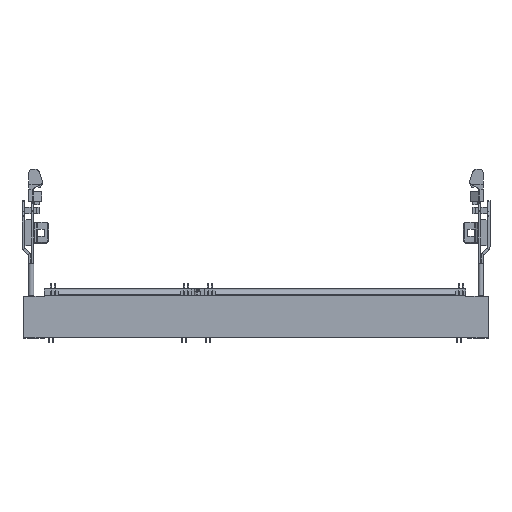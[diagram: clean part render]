
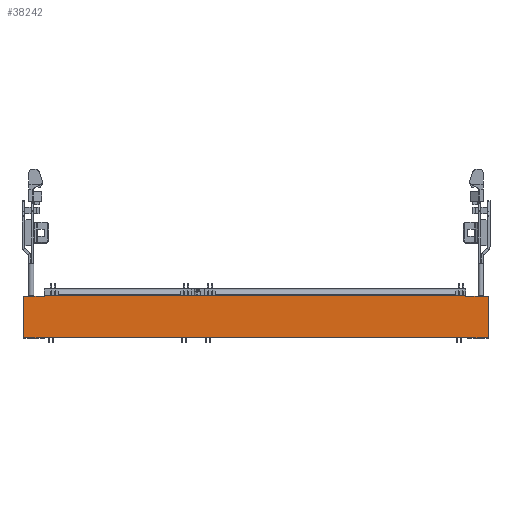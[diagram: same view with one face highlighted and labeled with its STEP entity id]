
A CAD part, top view. The second image highlights one B-rep face of the part: STEP entity #38242.
In plain terms, the highlighted planar face has unit normal (0, 0, 1).
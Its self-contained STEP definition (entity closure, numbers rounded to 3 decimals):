
#35318=CARTESIAN_POINT('',(32.35,-3.7,4.1));
#35319=VERTEX_POINT('',#35318);
#35334=CARTESIAN_POINT('',(32.35,-3.8,4.1));
#35335=VERTEX_POINT('',#35334);
#35342=CARTESIAN_POINT('',(32.35,-3.8,4.1));
#35343=DIRECTION('',(0.0,1.0,0.0));
#35344=VECTOR('',#35343,0.1);
#35345=LINE('',#35342,#35344);
#35346=EDGE_CURVE('',#35335,#35319,#35345,.T.);
#35507=CARTESIAN_POINT('',(35.5,-3.8,4.1));
#35508=VERTEX_POINT('',#35507);
#35515=CARTESIAN_POINT('',(35.5,-3.8,4.1));
#35516=DIRECTION('',(-1.0,0.0,0.0));
#35517=VECTOR('',#35516,3.15);
#35518=LINE('',#35515,#35517);
#35519=EDGE_CURVE('',#35508,#35335,#35518,.T.);
#36579=CARTESIAN_POINT('',(-32.35,2.7,4.1));
#36580=VERTEX_POINT('',#36579);
#36587=CARTESIAN_POINT('',(32.05,2.7,4.1));
#36588=VERTEX_POINT('',#36587);
#36589=CARTESIAN_POINT('',(-32.35,2.7,4.1));
#36590=DIRECTION('',(1.0,0.0,0.0));
#36591=VECTOR('',#36590,64.4);
#36592=LINE('',#36589,#36591);
#36593=EDGE_CURVE('',#36580,#36588,#36592,.T.);
#37173=CARTESIAN_POINT('',(-35.5,2.55,4.1));
#37174=VERTEX_POINT('',#37173);
#37181=CARTESIAN_POINT('',(-32.35,2.55,4.1));
#37182=VERTEX_POINT('',#37181);
#37183=CARTESIAN_POINT('',(-35.5,2.55,4.1));
#37184=DIRECTION('',(1.0,0.0,0.0));
#37185=VECTOR('',#37184,3.15);
#37186=LINE('',#37183,#37185);
#37187=EDGE_CURVE('',#37174,#37182,#37186,.T.);
#37234=CARTESIAN_POINT('',(32.05,2.55,4.1));
#37235=VERTEX_POINT('',#37234);
#37242=CARTESIAN_POINT('',(35.5,2.55,4.1));
#37243=VERTEX_POINT('',#37242);
#37244=CARTESIAN_POINT('',(32.05,2.55,4.1));
#37245=DIRECTION('',(1.0,0.0,0.0));
#37246=VECTOR('',#37245,3.45);
#37247=LINE('',#37244,#37246);
#37248=EDGE_CURVE('',#37235,#37243,#37247,.T.);
#37434=CARTESIAN_POINT('',(32.05,2.7,4.1));
#37435=DIRECTION('',(0.0,-1.0,0.0));
#37436=VECTOR('',#37435,0.15);
#37437=LINE('',#37434,#37436);
#37438=EDGE_CURVE('',#36588,#37235,#37437,.T.);
#37460=CARTESIAN_POINT('',(-32.35,2.55,4.1));
#37461=DIRECTION('',(0.0,1.0,0.0));
#37462=VECTOR('',#37461,0.15);
#37463=LINE('',#37460,#37462);
#37464=EDGE_CURVE('',#37182,#36580,#37463,.T.);
#37556=CARTESIAN_POINT('',(-32.35,-3.7,4.1));
#37557=VERTEX_POINT('',#37556);
#37558=CARTESIAN_POINT('',(32.35,-3.7,4.1));
#37559=DIRECTION('',(-1.0,0.0,0.0));
#37560=VECTOR('',#37559,64.7);
#37561=LINE('',#37558,#37560);
#37562=EDGE_CURVE('',#35319,#37557,#37561,.T.);
#38096=CARTESIAN_POINT('',(35.5,-3.8,4.1));
#38097=DIRECTION('',(0.0,1.0,0.0));
#38098=VECTOR('',#38097,6.35);
#38099=LINE('',#38096,#38098);
#38100=EDGE_CURVE('',#35508,#37243,#38099,.T.);
#38193=CARTESIAN_POINT('',(-32.35,-3.8,4.1));
#38194=VERTEX_POINT('',#38193);
#38195=CARTESIAN_POINT('',(-32.35,-3.8,4.1));
#38196=DIRECTION('',(0.0,1.0,0.0));
#38197=VECTOR('',#38196,0.1);
#38198=LINE('',#38195,#38197);
#38199=EDGE_CURVE('',#38194,#37557,#38198,.T.);
#38211=CARTESIAN_POINT('',(-35.657,-3.805,4.1));
#38212=DIRECTION('',(0.0,0.0,1.0));
#38213=DIRECTION('',(1.0,0.0,0.0));
#38214=AXIS2_PLACEMENT_3D('',#38211,#38212,#38213);
#38215=PLANE('',#38214);
#38216=CARTESIAN_POINT('',(-35.5,-3.8,4.1));
#38217=VERTEX_POINT('',#38216);
#38218=CARTESIAN_POINT('',(-35.5,-3.8,4.1));
#38219=DIRECTION('',(0.0,1.0,0.0));
#38220=VECTOR('',#38219,6.35);
#38221=LINE('',#38218,#38220);
#38222=EDGE_CURVE('',#38217,#37174,#38221,.T.);
#38223=ORIENTED_EDGE('',*,*,#38222,.F.);
#38224=CARTESIAN_POINT('',(-35.5,-3.8,4.1));
#38225=DIRECTION('',(1.0,0.0,0.0));
#38226=VECTOR('',#38225,3.15);
#38227=LINE('',#38224,#38226);
#38228=EDGE_CURVE('',#38217,#38194,#38227,.T.);
#38229=ORIENTED_EDGE('',*,*,#38228,.T.);
#38230=ORIENTED_EDGE('',*,*,#38199,.T.);
#38231=ORIENTED_EDGE('',*,*,#37562,.F.);
#38232=ORIENTED_EDGE('',*,*,#35346,.F.);
#38233=ORIENTED_EDGE('',*,*,#35519,.F.);
#38234=ORIENTED_EDGE('',*,*,#38100,.T.);
#38235=ORIENTED_EDGE('',*,*,#37248,.F.);
#38236=ORIENTED_EDGE('',*,*,#37438,.F.);
#38237=ORIENTED_EDGE('',*,*,#36593,.F.);
#38238=ORIENTED_EDGE('',*,*,#37464,.F.);
#38239=ORIENTED_EDGE('',*,*,#37187,.F.);
#38240=EDGE_LOOP('',(#38223,#38229,#38230,#38231,#38232,#38233,#38234,#38235,#38236,#38237,#38238,#38239));
#38241=FACE_OUTER_BOUND('',#38240,.T.);
#38242=ADVANCED_FACE('',(#38241),#38215,.T.);
